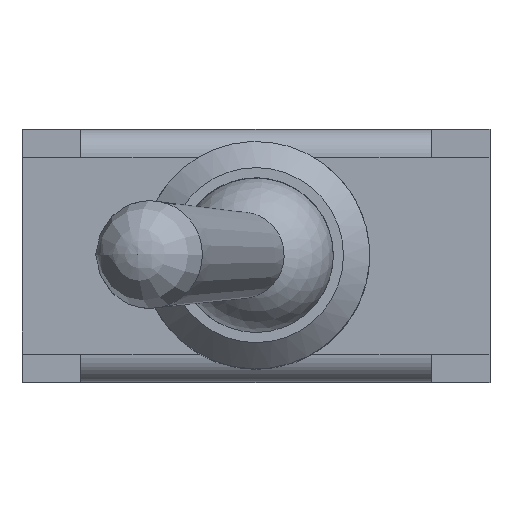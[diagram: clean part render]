
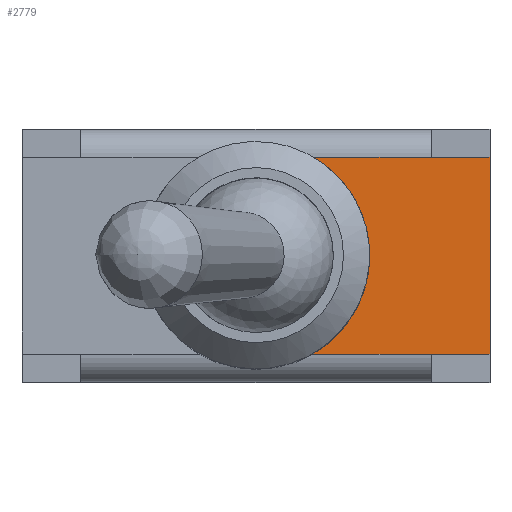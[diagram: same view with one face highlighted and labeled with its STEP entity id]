
A CAD part, top view. The second image highlights one B-rep face of the part: STEP entity #2779.
In plain terms, the highlighted planar face has unit normal (0, 0, 1).
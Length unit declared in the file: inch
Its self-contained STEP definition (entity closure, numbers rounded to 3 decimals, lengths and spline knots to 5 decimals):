
#2343=CARTESIAN_POINT('',(0.06084,0.10512,0.35));
#2344=VERTEX_POINT('',#2343);
#2368=CARTESIAN_POINT('',(0.06084,-0.10512,0.35));
#2369=VERTEX_POINT('',#2368);
#2649=CARTESIAN_POINT('',(0.0,0.0,0.35));
#2650=DIRECTION('',(0.0,0.0,-1.0));
#2651=DIRECTION('',(-0.986,-0.165,0.0));
#2652=AXIS2_PLACEMENT_3D('',#2649,#2650,#2651);
#2653=CIRCLE('',#2652,0.12146);
#2654=EDGE_CURVE('',#2344,#2369,#2653,.T.);
#2733=CARTESIAN_POINT('',(0.05139,0.11563,0.35));
#2734=DIRECTION('',(0.0,0.0,1.0));
#2735=DIRECTION('',(1.0,0.0,0.0));
#2736=AXIS2_PLACEMENT_3D('',#2733,#2734,#2735);
#2737=PLANE('',#2736);
#2738=ORIENTED_EDGE('',*,*,#2654,.T.);
#2739=CARTESIAN_POINT('',(0.18701,-0.10512,0.35));
#2740=VERTEX_POINT('',#2739);
#2741=CARTESIAN_POINT('',(0.06084,-0.10512,0.35));
#2742=DIRECTION('',(1.0,0.0,0.0));
#2743=VECTOR('',#2742,0.12616);
#2744=LINE('',#2741,#2743);
#2745=EDGE_CURVE('',#2369,#2740,#2744,.T.);
#2746=ORIENTED_EDGE('',*,*,#2745,.T.);
#2747=CARTESIAN_POINT('',(0.25,-0.10512,0.35));
#2748=VERTEX_POINT('',#2747);
#2749=CARTESIAN_POINT('',(0.18701,-0.10512,0.35));
#2750=DIRECTION('',(1.0,0.0,0.0));
#2751=VECTOR('',#2750,0.06299);
#2752=LINE('',#2749,#2751);
#2753=EDGE_CURVE('',#2740,#2748,#2752,.T.);
#2754=ORIENTED_EDGE('',*,*,#2753,.T.);
#2755=CARTESIAN_POINT('',(0.25,0.10512,0.35));
#2756=VERTEX_POINT('',#2755);
#2757=CARTESIAN_POINT('',(0.25,-0.10512,0.35));
#2758=DIRECTION('',(0.0,1.0,0.0));
#2759=VECTOR('',#2758,0.21024);
#2760=LINE('',#2757,#2759);
#2761=EDGE_CURVE('',#2748,#2756,#2760,.T.);
#2762=ORIENTED_EDGE('',*,*,#2761,.T.);
#2763=CARTESIAN_POINT('',(0.18701,0.10512,0.35));
#2764=VERTEX_POINT('',#2763);
#2765=CARTESIAN_POINT('',(0.18701,0.10512,0.35));
#2766=DIRECTION('',(1.0,0.0,0.0));
#2767=VECTOR('',#2766,0.06299);
#2768=LINE('',#2765,#2767);
#2769=EDGE_CURVE('',#2764,#2756,#2768,.T.);
#2770=ORIENTED_EDGE('',*,*,#2769,.F.);
#2771=CARTESIAN_POINT('',(0.06084,0.10512,0.35));
#2772=DIRECTION('',(1.0,0.0,0.0));
#2773=VECTOR('',#2772,0.12616);
#2774=LINE('',#2771,#2773);
#2775=EDGE_CURVE('',#2344,#2764,#2774,.T.);
#2776=ORIENTED_EDGE('',*,*,#2775,.F.);
#2777=EDGE_LOOP('',(#2738,#2746,#2754,#2762,#2770,#2776));
#2778=FACE_OUTER_BOUND('',#2777,.T.);
#2779=ADVANCED_FACE('',(#2778),#2737,.T.);
